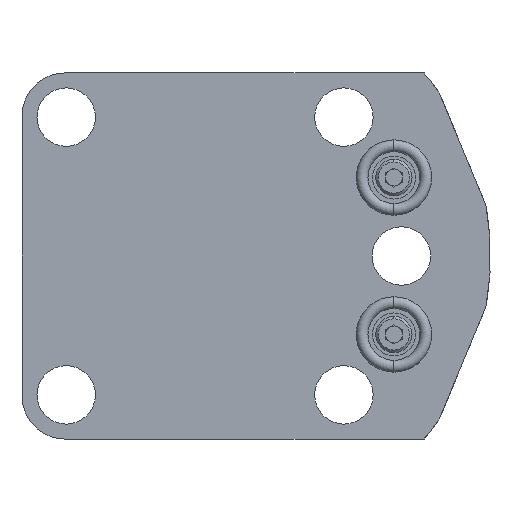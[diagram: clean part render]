
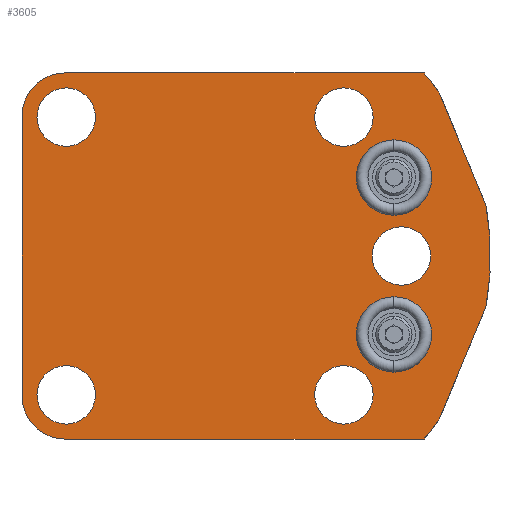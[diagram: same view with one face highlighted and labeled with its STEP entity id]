
A CAD part, left-side view. The second image highlights one B-rep face of the part: STEP entity #3605.
In plain terms, the highlighted planar face has unit normal (-1, 0, 0).
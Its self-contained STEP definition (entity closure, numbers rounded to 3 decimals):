
#364=CARTESIAN_POINT('',(-28.702,21.209,-21.209));
#365=DIRECTION('',(-1.,0.,0.));
#366=DIRECTION('',(0.,1.,0.));
#367=AXIS2_PLACEMENT_3D('',#364,#365,#366);
#372=DIRECTION('',(0.,0.,1.));
#373=VECTOR('',#372,42.418);
#374=CARTESIAN_POINT('',(-28.702,27.686,-21.209));
#375=LINE('',#374,#373);
#379=CARTESIAN_POINT('',(-28.702,21.209,21.209));
#380=DIRECTION('',(-1.,0.,0.));
#381=DIRECTION('',(0.,0.,1.));
#382=AXIS2_PLACEMENT_3D('',#379,#380,#381);
#387=DIRECTION('',(0.,-1.,0.));
#388=VECTOR('',#387,54.345);
#389=CARTESIAN_POINT('',(-28.702,21.209,27.686));
#390=LINE('',#389,#388);
#394=CARTESIAN_POINT('',(-28.702,0.,0.));
#395=DIRECTION('',(1.,0.,0.));
#396=DIRECTION('',(0.,-0.767,0.641));
#397=AXIS2_PLACEMENT_3D('',#394,#395,#396);
#402=DIRECTION('',(0.,-0.383,-0.924));
#403=VECTOR('',#402,18.396);
#404=CARTESIAN_POINT('',(-28.702,-35.458,24.643));
#405=LINE('',#404,#403);
#409=CARTESIAN_POINT('',(-28.702,0.,0.));
#410=DIRECTION('',(1.,0.,0.));
#411=DIRECTION('',(0.,-0.984,0.177));
#412=AXIS2_PLACEMENT_3D('',#409,#410,#411);
#417=DIRECTION('',(0.,0.383,-0.924));
#418=VECTOR('',#417,18.396);
#419=CARTESIAN_POINT('',(-28.702,-42.497,-7.647));
#420=LINE('',#419,#418);
#424=CARTESIAN_POINT('',(-28.702,0.,0.));
#425=DIRECTION('',(1.,0.,0.));
#426=DIRECTION('',(0.,-0.821,-0.571));
#427=AXIS2_PLACEMENT_3D('',#424,#425,#426);
#432=DIRECTION('',(0.,1.,0.));
#433=VECTOR('',#432,54.345);
#434=CARTESIAN_POINT('',(-28.702,-33.136,-27.686));
#435=LINE('',#434,#433);
#439=CARTESIAN_POINT('',(-28.702,21.006,21.006));
#440=DIRECTION('',(-1.,0.,0.));
#441=DIRECTION('',(0.,-1.,0.));
#442=AXIS2_PLACEMENT_3D('',#439,#440,#441);
#447=CARTESIAN_POINT('',(-28.702,21.006,21.006));
#448=DIRECTION('',(-1.,0.,0.));
#449=DIRECTION('',(0.,1.,0.));
#450=AXIS2_PLACEMENT_3D('',#447,#448,#449);
#455=CARTESIAN_POINT('',(-28.702,21.006,-21.006));
#456=DIRECTION('',(-1.,0.,0.));
#457=DIRECTION('',(0.,-1.,0.));
#458=AXIS2_PLACEMENT_3D('',#455,#456,#457);
#463=CARTESIAN_POINT('',(-28.702,21.006,-21.006));
#464=DIRECTION('',(-1.,0.,0.));
#465=DIRECTION('',(0.,1.,0.));
#466=AXIS2_PLACEMENT_3D('',#463,#464,#465);
#471=CARTESIAN_POINT('',(-28.702,-21.006,21.006));
#472=DIRECTION('',(-1.,0.,0.));
#473=DIRECTION('',(0.,-1.,0.));
#474=AXIS2_PLACEMENT_3D('',#471,#472,#473);
#479=CARTESIAN_POINT('',(-28.702,-21.006,21.006));
#480=DIRECTION('',(-1.,0.,0.));
#481=DIRECTION('',(0.,1.,0.));
#482=AXIS2_PLACEMENT_3D('',#479,#480,#481);
#487=CARTESIAN_POINT('',(-28.702,-21.006,-21.006));
#488=DIRECTION('',(-1.,0.,0.));
#489=DIRECTION('',(0.,-1.,0.));
#490=AXIS2_PLACEMENT_3D('',#487,#488,#489);
#495=CARTESIAN_POINT('',(-28.702,-21.006,-21.006));
#496=DIRECTION('',(-1.,0.,0.));
#497=DIRECTION('',(0.,1.,0.));
#498=AXIS2_PLACEMENT_3D('',#495,#496,#497);
#503=CARTESIAN_POINT('',(-28.702,-29.693,0.));
#504=DIRECTION('',(-1.,0.,0.));
#505=DIRECTION('',(0.,-1.,0.));
#506=AXIS2_PLACEMENT_3D('',#503,#504,#505);
#511=CARTESIAN_POINT('',(-28.702,-29.693,0.));
#512=DIRECTION('',(-1.,0.,0.));
#513=DIRECTION('',(0.,1.,0.));
#514=AXIS2_PLACEMENT_3D('',#511,#512,#513);
#519=CARTESIAN_POINT('',(-28.702,-28.575,11.862));
#520=DIRECTION('',(1.,0.,0.));
#521=DIRECTION('',(0.,1.,0.));
#522=AXIS2_PLACEMENT_3D('',#519,#520,#521);
#527=CARTESIAN_POINT('',(-28.702,-28.575,11.862));
#528=DIRECTION('',(1.,0.,0.));
#529=DIRECTION('',(0.,-1.,0.));
#530=AXIS2_PLACEMENT_3D('',#527,#528,#529);
#535=CARTESIAN_POINT('',(-28.702,-28.575,-11.862));
#536=DIRECTION('',(1.,0.,0.));
#537=DIRECTION('',(0.,1.,0.));
#538=AXIS2_PLACEMENT_3D('',#535,#536,#537);
#543=CARTESIAN_POINT('',(-28.702,-28.575,-11.862));
#544=DIRECTION('',(1.,0.,0.));
#545=DIRECTION('',(0.,-1.,0.));
#546=AXIS2_PLACEMENT_3D('',#543,#544,#545);
#2945=CARTESIAN_POINT('',(-28.702,-35.458,24.643));
#2946=CARTESIAN_POINT('',(-28.702,-42.497,7.647));
#2947=VERTEX_POINT('',#2945);
#2948=VERTEX_POINT('',#2946);
#2965=CARTESIAN_POINT('',(-28.702,16.587,21.006));
#2966=CARTESIAN_POINT('',(-28.702,25.426,21.006));
#2967=VERTEX_POINT('',#2965);
#2968=VERTEX_POINT('',#2966);
#2977=CARTESIAN_POINT('',(-28.702,-22.873,11.862));
#2978=CARTESIAN_POINT('',(-28.702,-34.277,11.862));
#2979=VERTEX_POINT('',#2977);
#2980=VERTEX_POINT('',#2978);
#2993=CARTESIAN_POINT('',(-28.702,-22.873,-11.862));
#2994=CARTESIAN_POINT('',(-28.702,-34.277,-11.862));
#2995=VERTEX_POINT('',#2993);
#2996=VERTEX_POINT('',#2994);
#3087=CARTESIAN_POINT('',(-28.702,16.586,-21.006));
#3088=CARTESIAN_POINT('',(-28.702,25.425,-21.006));
#3089=VERTEX_POINT('',#3087);
#3090=VERTEX_POINT('',#3088);
#3095=CARTESIAN_POINT('',(-28.702,-25.425,21.006));
#3096=CARTESIAN_POINT('',(-28.702,-16.586,21.006));
#3097=VERTEX_POINT('',#3095);
#3098=VERTEX_POINT('',#3096);
#3103=CARTESIAN_POINT('',(-28.702,-25.425,-21.006));
#3104=CARTESIAN_POINT('',(-28.702,-16.586,-21.006));
#3105=VERTEX_POINT('',#3103);
#3106=VERTEX_POINT('',#3104);
#3111=CARTESIAN_POINT('',(-28.702,-34.112,0.));
#3112=CARTESIAN_POINT('',(-28.702,-25.273,0.));
#3113=VERTEX_POINT('',#3111);
#3114=VERTEX_POINT('',#3112);
#3133=CARTESIAN_POINT('',(-28.702,-42.497,-7.647));
#3134=VERTEX_POINT('',#3133);
#3135=CARTESIAN_POINT('',(-28.702,-35.458,-24.643));
#3136=VERTEX_POINT('',#3135);
#3142=CARTESIAN_POINT('',(-28.702,21.209,-27.686));
#3144=VERTEX_POINT('',#3142);
#3147=CARTESIAN_POINT('',(-28.702,27.686,-21.209));
#3148=VERTEX_POINT('',#3147);
#3150=CARTESIAN_POINT('',(-28.702,27.686,21.209));
#3152=VERTEX_POINT('',#3150);
#3155=CARTESIAN_POINT('',(-28.702,21.209,27.686));
#3156=VERTEX_POINT('',#3155);
#3157=CARTESIAN_POINT('',(-28.702,-33.136,27.686));
#3158=VERTEX_POINT('',#3157);
#3159=CARTESIAN_POINT('',(-28.702,-33.136,-27.686));
#3160=VERTEX_POINT('',#3159);
#3538=CARTESIAN_POINT('',(-28.702,0.,0.));
#3539=DIRECTION('',(1.,0.,0.));
#3540=DIRECTION('',(0.,0.,-1.));
#3541=AXIS2_PLACEMENT_3D('',#3538,#3539,#3540);
#3542=PLANE('',#3541);
#3543=ORIENTED_EDGE('',*,*,#3519,.F.);
#3545=ORIENTED_EDGE('',*,*,#3544,.T.);
#3547=ORIENTED_EDGE('',*,*,#3546,.F.);
#3549=ORIENTED_EDGE('',*,*,#3548,.T.);
#3551=ORIENTED_EDGE('',*,*,#3550,.T.);
#3553=ORIENTED_EDGE('',*,*,#3552,.T.);
#3555=ORIENTED_EDGE('',*,*,#3554,.T.);
#3557=ORIENTED_EDGE('',*,*,#3556,.T.);
#3559=ORIENTED_EDGE('',*,*,#3558,.T.);
#3560=ORIENTED_EDGE('',*,*,#3530,.T.);
#3561=EDGE_LOOP('',(#3543,#3545,#3547,#3549,#3551,#3553,#3555,#3557,#3559,
#3560));
#3562=FACE_OUTER_BOUND('',#3561,.F.);
#3564=ORIENTED_EDGE('',*,*,#3563,.T.);
#3566=ORIENTED_EDGE('',*,*,#3565,.T.);
#3567=EDGE_LOOP('',(#3564,#3566));
#3568=FACE_BOUND('',#3567,.F.);
#3570=ORIENTED_EDGE('',*,*,#3569,.T.);
#3572=ORIENTED_EDGE('',*,*,#3571,.T.);
#3573=EDGE_LOOP('',(#3570,#3572));
#3574=FACE_BOUND('',#3573,.F.);
#3576=ORIENTED_EDGE('',*,*,#3575,.T.);
#3578=ORIENTED_EDGE('',*,*,#3577,.T.);
#3579=EDGE_LOOP('',(#3576,#3578));
#3580=FACE_BOUND('',#3579,.F.);
#3582=ORIENTED_EDGE('',*,*,#3581,.T.);
#3584=ORIENTED_EDGE('',*,*,#3583,.T.);
#3585=EDGE_LOOP('',(#3582,#3584));
#3586=FACE_BOUND('',#3585,.F.);
#3588=ORIENTED_EDGE('',*,*,#3587,.T.);
#3590=ORIENTED_EDGE('',*,*,#3589,.T.);
#3591=EDGE_LOOP('',(#3588,#3590));
#3592=FACE_BOUND('',#3591,.F.);
#3594=ORIENTED_EDGE('',*,*,#3593,.F.);
#3596=ORIENTED_EDGE('',*,*,#3595,.F.);
#3597=EDGE_LOOP('',(#3594,#3596));
#3598=FACE_BOUND('',#3597,.F.);
#3600=ORIENTED_EDGE('',*,*,#3599,.F.);
#3602=ORIENTED_EDGE('',*,*,#3601,.F.);
#3603=EDGE_LOOP('',(#3600,#3602));
#3604=FACE_BOUND('',#3603,.F.);
#3605=ADVANCED_FACE('',(#3562,#3568,#3574,#3580,#3586,#3592,#3598,#3604),#3542,
.F.);
#368=CIRCLE('',#367,6.477);
#383=CIRCLE('',#382,6.477);
#398=CIRCLE('',#397,43.18);
#413=CIRCLE('',#412,43.18);
#428=CIRCLE('',#427,43.18);
#443=CIRCLE('',#442,4.42);
#451=CIRCLE('',#450,4.42);
#459=CIRCLE('',#458,4.42);
#467=CIRCLE('',#466,4.42);
#475=CIRCLE('',#474,4.42);
#483=CIRCLE('',#482,4.42);
#491=CIRCLE('',#490,4.42);
#499=CIRCLE('',#498,4.42);
#507=CIRCLE('',#506,4.42);
#515=CIRCLE('',#514,4.42);
#523=CIRCLE('',#522,5.702);
#531=CIRCLE('',#530,5.702);
#539=CIRCLE('',#538,5.702);
#547=CIRCLE('',#546,5.702);
#3519=EDGE_CURVE('',#3148,#3144,#368,.T.);
#3530=EDGE_CURVE('',#3160,#3144,#435,.T.);
#3544=EDGE_CURVE('',#3148,#3152,#375,.T.);
#3546=EDGE_CURVE('',#3156,#3152,#383,.T.);
#3548=EDGE_CURVE('',#3156,#3158,#390,.T.);
#3550=EDGE_CURVE('',#3158,#2947,#398,.T.);
#3552=EDGE_CURVE('',#2947,#2948,#405,.T.);
#3554=EDGE_CURVE('',#2948,#3134,#413,.T.);
#3556=EDGE_CURVE('',#3134,#3136,#420,.T.);
#3558=EDGE_CURVE('',#3136,#3160,#428,.T.);
#3563=EDGE_CURVE('',#2967,#2968,#443,.T.);
#3565=EDGE_CURVE('',#2968,#2967,#451,.T.);
#3569=EDGE_CURVE('',#3089,#3090,#459,.T.);
#3571=EDGE_CURVE('',#3090,#3089,#467,.T.);
#3575=EDGE_CURVE('',#3097,#3098,#475,.T.);
#3577=EDGE_CURVE('',#3098,#3097,#483,.T.);
#3581=EDGE_CURVE('',#3105,#3106,#491,.T.);
#3583=EDGE_CURVE('',#3106,#3105,#499,.T.);
#3587=EDGE_CURVE('',#3113,#3114,#507,.T.);
#3589=EDGE_CURVE('',#3114,#3113,#515,.T.);
#3593=EDGE_CURVE('',#2979,#2980,#523,.T.);
#3595=EDGE_CURVE('',#2980,#2979,#531,.T.);
#3599=EDGE_CURVE('',#2995,#2996,#539,.T.);
#3601=EDGE_CURVE('',#2996,#2995,#547,.T.);
